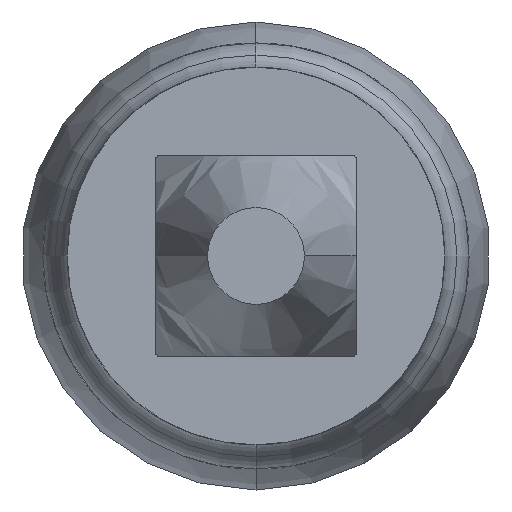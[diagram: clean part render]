
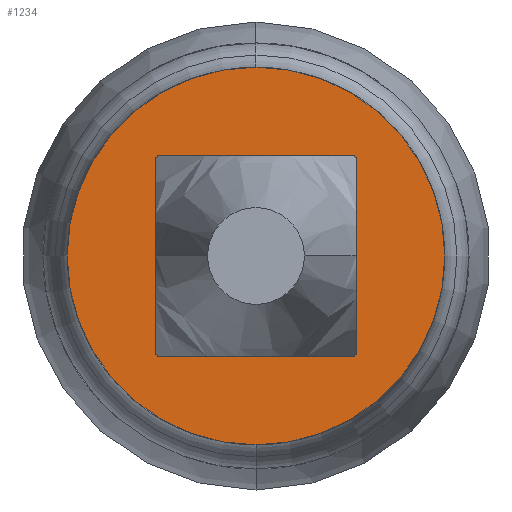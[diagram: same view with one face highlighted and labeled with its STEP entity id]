
A CAD part, front view. The second image highlights one B-rep face of the part: STEP entity #1234.
In plain terms, the highlighted planar face has unit normal (0, -1, 0).
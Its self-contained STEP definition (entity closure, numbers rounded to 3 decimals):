
#15 = DIRECTION ( 'NONE',  ( 0., 0., 1. ) ) ;
#63 = DIRECTION ( 'NONE',  ( 0., 1., 0. ) ) ;
#153 = DIRECTION ( 'NONE',  ( 0., 1., 0. ) ) ;
#166 = AXIS2_PLACEMENT_3D ( 'NONE', #4945, #2297, #15 ) ;
#195 = ORIENTED_EDGE ( 'NONE', *, *, #212, .F. ) ;
#212 = EDGE_CURVE ( 'Defeature ausgef�hrt1_39+Defeature ausgef�hrt1_1+Defeature ausgef�hrt1_33+Defeature ausgef�hrt1_35', #5616, #5246, #5736, .T. ) ;
#232 = CARTESIAN_POINT ( 'NONE',  ( -0.305, -30., -0.31 ) ) ;
#287 = CARTESIAN_POINT ( 'NONE',  ( 0.305, -30., -0.31 ) ) ;
#567 = ORIENTED_EDGE ( 'NONE', *, *, #764, .F. ) ;
#569 = CARTESIAN_POINT ( 'NONE',  ( -0.305, -30., 0.31 ) ) ;
#678 = PLANE ( 'NONE',  #4641 ) ;
#731 = DIRECTION ( 'NONE',  ( 0., 1., 0. ) ) ;
#764 = EDGE_CURVE ( 'Defeature ausgef�hrt1_2+Defeature ausgef�hrt1_1+Defeature ausgef�hrt1_1+Defeature ausgef�hrt1_1', #3521, #2606, #4190, .T. ) ;
#798 = EDGE_CURVE ( 'Defeature ausgef�hrt1_40+Defeature ausgef�hrt1_1+Defeature ausgef�hrt1_34+Defeature ausgef�hrt1_33', #3481, #4716, #3832, .T. ) ;
#991 = EDGE_CURVE ( 'Defeature ausgef�hrt1_37+Defeature ausgef�hrt1_1+Defeature ausgef�hrt1_36+Defeature ausgef�hrt1_34', #1099, #3028, #2552, .T. ) ;
#1015 = CARTESIAN_POINT ( 'NONE',  ( 0., -30., 0. ) ) ;
#1050 = ORIENTED_EDGE ( 'NONE', *, *, #1855, .T. ) ;
#1079 = CARTESIAN_POINT ( 'NONE',  ( 0.31, -30., 0.305 ) ) ;
#1095 = CARTESIAN_POINT ( 'NONE',  ( 0.585, -30., 0. ) ) ;
#1099 = VERTEX_POINT ( 'NONE', #4484 ) ;
#1122 = VECTOR ( 'NONE', #1425, 1000. ) ;
#1141 = CARTESIAN_POINT ( 'NONE',  ( 0., -30., -0.585 ) ) ;
#1207 = ORIENTED_EDGE ( 'NONE', *, *, #798, .F. ) ;
#1217 = DIRECTION ( 'NONE',  ( 0., 0., 1. ) ) ;
#1234 = ADVANCED_FACE ( 'Defeature ausgef�hrt1_1', ( #4315, #4601 ), #678, .F. ) ;
#1254 = VERTEX_POINT ( 'NONE', #5188 ) ;
#1425 = DIRECTION ( 'NONE',  ( -1., 0., 0. ) ) ;
#1535 = EDGE_CURVE ( 'Defeature ausgef�hrt1_38+Defeature ausgef�hrt1_1+Defeature ausgef�hrt1_35+Defeature ausgef�hrt1_36', #1254, #5037, #4450, .T. ) ;
#1629 = CARTESIAN_POINT ( 'NONE',  ( 0., -30., 0. ) ) ;
#1681 = DIRECTION ( 'NONE',  ( 0., 1., 0. ) ) ;
#1690 = DIRECTION ( 'NONE',  ( 0., 0., 1. ) ) ;
#1693 = VECTOR ( 'NONE', #1786, 1000. ) ;
#1728 = ORIENTED_EDGE ( 'NONE', *, *, #4681, .T. ) ;
#1786 = DIRECTION ( 'NONE',  ( 0., 0., -1. ) ) ;
#1809 = AXIS2_PLACEMENT_3D ( 'NONE', #3455, #1681, #3021 ) ;
#1855 = EDGE_CURVE ( 'Defeature ausgef�hrt1_1+Defeature ausgef�hrt1_33+Defeature ausgef�hrt1_39+Defeature ausgef�hrt1_40', #5616, #4716, #5731, .T. ) ;
#1876 = CARTESIAN_POINT ( 'NONE',  ( 0., -30., 0. ) ) ;
#2051 = AXIS2_PLACEMENT_3D ( 'NONE', #1876, #3284, #3728 ) ;
#2060 = CARTESIAN_POINT ( 'NONE',  ( -0.31, -30., -0.305 ) ) ;
#2194 = VECTOR ( 'NONE', #1690, 1000. ) ;
#2216 = AXIS2_PLACEMENT_3D ( 'NONE', #1015, #63, #5593 ) ;
#2297 = DIRECTION ( 'NONE',  ( 0., 1., 0. ) ) ;
#2336 = CIRCLE ( 'NONE', #2432, 0.435 ) ;
#2386 = ORIENTED_EDGE ( 'NONE', *, *, #2397, .F. ) ;
#2397 = EDGE_CURVE ( 'Defeature ausgef�hrt1_2+Defeature ausgef�hrt1_1+Defeature ausgef�hrt1_1+Defeature ausgef�hrt1_1', #2606, #3521, #3900, .T. ) ;
#2408 = CIRCLE ( 'NONE', #2051, 0.435 ) ;
#2413 = EDGE_LOOP ( 'NONE', ( #3305, #3983, #195, #1050, #1207, #4576, #4609, #1728 ) ) ;
#2432 = AXIS2_PLACEMENT_3D ( 'NONE', #2437, #153, #5610 ) ;
#2437 = CARTESIAN_POINT ( 'NONE',  ( 0., -30., 0. ) ) ;
#2552 = LINE ( 'NONE', #3624, #1693 ) ;
#2606 = VERTEX_POINT ( 'NONE', #3181 ) ;
#2986 = VECTOR ( 'NONE', #3785, 1000. ) ;
#3008 = AXIS2_PLACEMENT_3D ( 'NONE', #1629, #731, #1217 ) ;
#3021 = DIRECTION ( 'NONE',  ( 0., 0., 1. ) ) ;
#3028 = VERTEX_POINT ( 'NONE', #2060 ) ;
#3032 = CARTESIAN_POINT ( 'NONE',  ( 0.31, -30., -0.31 ) ) ;
#3181 = CARTESIAN_POINT ( 'NONE',  ( 0., -30., 0.585 ) ) ;
#3284 = DIRECTION ( 'NONE',  ( 0., 1., 0. ) ) ;
#3305 = ORIENTED_EDGE ( 'NONE', *, *, #1535, .F. ) ;
#3423 = EDGE_CURVE ( 'Defeature ausgef�hrt1_1+Defeature ausgef�hrt1_34+Defeature ausgef�hrt1_40+Defeature ausgef�hrt1_37', #3481, #3028, #2336, .T. ) ;
#3455 = CARTESIAN_POINT ( 'NONE',  ( 0., -30., 0. ) ) ;
#3481 = VERTEX_POINT ( 'NONE', #232 ) ;
#3521 = VERTEX_POINT ( 'NONE', #1141 ) ;
#3624 = CARTESIAN_POINT ( 'NONE',  ( -0.31, -30., -0.31 ) ) ;
#3728 = DIRECTION ( 'NONE',  ( 0., 0., 1. ) ) ;
#3785 = DIRECTION ( 'NONE',  ( 1., 0., 0. ) ) ;
#3832 = LINE ( 'NONE', #4191, #2986 ) ;
#3900 = CIRCLE ( 'NONE', #1809, 0.585 ) ;
#3983 = ORIENTED_EDGE ( 'NONE', *, *, #4064, .T. ) ;
#4064 = EDGE_CURVE ( 'Defeature ausgef�hrt1_1+Defeature ausgef�hrt1_35+Defeature ausgef�hrt1_38+Defeature ausgef�hrt1_39', #1254, #5246, #2408, .T. ) ;
#4190 = CIRCLE ( 'NONE', #2216, 0.585 ) ;
#4191 = CARTESIAN_POINT ( 'NONE',  ( -0.31, -30., -0.31 ) ) ;
#4315 = FACE_BOUND ( 'NONE', #2413, .T. ) ;
#4450 = LINE ( 'NONE', #4606, #1122 ) ;
#4484 = CARTESIAN_POINT ( 'NONE',  ( -0.31, -30., 0.305 ) ) ;
#4576 = ORIENTED_EDGE ( 'NONE', *, *, #3423, .T. ) ;
#4601 = FACE_OUTER_BOUND ( 'NONE', #4857, .T. ) ;
#4606 = CARTESIAN_POINT ( 'NONE',  ( -0.31, -30., 0.31 ) ) ;
#4609 = ORIENTED_EDGE ( 'NONE', *, *, #991, .F. ) ;
#4641 = AXIS2_PLACEMENT_3D ( 'NONE', #1095, #5659, #5222 ) ;
#4681 = EDGE_CURVE ( 'Defeature ausgef�hrt1_1+Defeature ausgef�hrt1_36+Defeature ausgef�hrt1_37+Defeature ausgef�hrt1_38', #1099, #5037, #4794, .T. ) ;
#4716 = VERTEX_POINT ( 'NONE', #287 ) ;
#4790 = CARTESIAN_POINT ( 'NONE',  ( 0.31, -30., -0.305 ) ) ;
#4794 = CIRCLE ( 'NONE', #3008, 0.435 ) ;
#4857 = EDGE_LOOP ( 'NONE', ( #2386, #567 ) ) ;
#4945 = CARTESIAN_POINT ( 'NONE',  ( 0., -30., 0. ) ) ;
#5037 = VERTEX_POINT ( 'NONE', #569 ) ;
#5188 = CARTESIAN_POINT ( 'NONE',  ( 0.305, -30., 0.31 ) ) ;
#5222 = DIRECTION ( 'NONE',  ( 0., 0., 1. ) ) ;
#5246 = VERTEX_POINT ( 'NONE', #1079 ) ;
#5593 = DIRECTION ( 'NONE',  ( 0., 0., 1. ) ) ;
#5610 = DIRECTION ( 'NONE',  ( 0., 0., 1. ) ) ;
#5616 = VERTEX_POINT ( 'NONE', #4790 ) ;
#5659 = DIRECTION ( 'NONE',  ( 0., 1., 0. ) ) ;
#5731 = CIRCLE ( 'NONE', #166, 0.435 ) ;
#5736 = LINE ( 'NONE', #3032, #2194 ) ;
